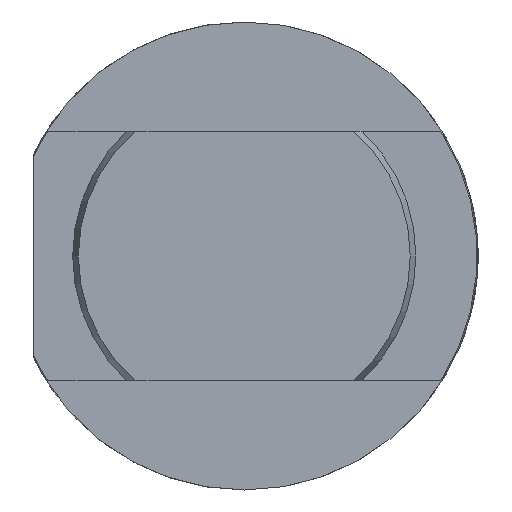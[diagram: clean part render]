
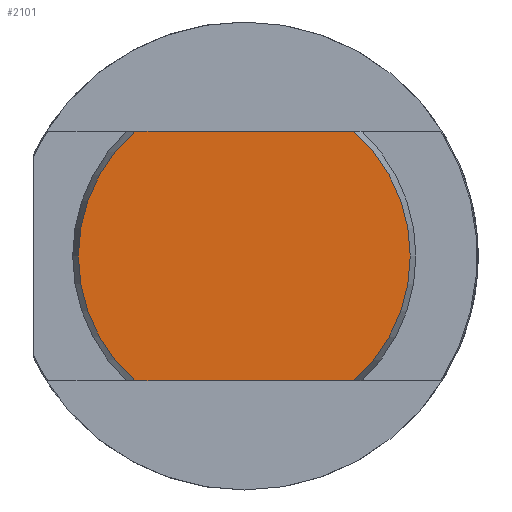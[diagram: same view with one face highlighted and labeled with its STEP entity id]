
A CAD part, left-side view. The second image highlights one B-rep face of the part: STEP entity #2101.
In plain terms, the highlighted planar face has unit normal (-1, 0, 0).
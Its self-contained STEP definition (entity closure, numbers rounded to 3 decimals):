
#47 = AXIS2_PLACEMENT_3D ( 'NONE', #3259, #3262, #3263 ) ;
#441 = VERTEX_POINT ( 'NONE', #2339 ) ;
#726 = ORIENTED_EDGE ( 'NONE', *, *, #1734, .F. ) ;
#727 = ORIENTED_EDGE ( 'NONE', *, *, #1932, .T. ) ;
#728 = ORIENTED_EDGE ( 'NONE', *, *, #1732, .F. ) ;
#729 = ORIENTED_EDGE ( 'NONE', *, *, #1733, .T. ) ;
#1099 = EDGE_LOOP ( 'NONE', ( #729, #728, #727, #726 ) ) ;
#1120 = VECTOR ( 'NONE', #2408, 1000. ) ;
#1129 = VECTOR ( 'NONE', #2412, 1000. ) ;
#1131 = LINE ( 'NONE', #2402, #1120 ) ;
#1134 = LINE ( 'NONE', #2398, #1129 ) ;
#1135 = CIRCLE ( 'NONE', #1709, 10.636 ) ;
#1379 = CIRCLE ( 'NONE', #2085, 10.636 ) ;
#1474 = FACE_OUTER_BOUND ( 'NONE', #1099, .T. ) ;
#1709 = AXIS2_PLACEMENT_3D ( 'NONE', #2407, #2409, #2410 ) ;
#1732 = EDGE_CURVE ( 'NONE', #3512, #3505, #1131, .T. ) ;
#1733 = EDGE_CURVE ( 'NONE', #3538, #3505, #1135, .T. ) ;
#1734 = EDGE_CURVE ( 'NONE', #3538, #441, #1134, .T. ) ;
#1932 = EDGE_CURVE ( 'NONE', #3512, #441, #1379, .T. ) ;
#2085 = AXIS2_PLACEMENT_3D ( 'NONE', #3055, #3067, #3068 ) ;
#2101 = ADVANCED_FACE ( 'NONE', ( #1474 ), #3260, .F. ) ;
#2339 = CARTESIAN_POINT ( 'NONE',  ( 0., -7.009, 8. ) ) ;
#2398 = CARTESIAN_POINT ( 'NONE',  ( 0., 12.75, 8. ) ) ;
#2402 = CARTESIAN_POINT ( 'NONE',  ( 0., 12.75, -8. ) ) ;
#2407 = CARTESIAN_POINT ( 'NONE',  ( 0., 0., 0. ) ) ;
#2408 = DIRECTION ( 'NONE',  ( 0., 1., 0. ) ) ;
#2409 = DIRECTION ( 'NONE',  ( -1., 0., 0. ) ) ;
#2410 = DIRECTION ( 'NONE',  ( 0., 0., -1. ) ) ;
#2412 = DIRECTION ( 'NONE',  ( 0., -1., 0. ) ) ;
#3055 = CARTESIAN_POINT ( 'NONE',  ( 0., 0., 0. ) ) ;
#3067 = DIRECTION ( 'NONE',  ( -1., 0., 0. ) ) ;
#3068 = DIRECTION ( 'NONE',  ( 0., 0., -1. ) ) ;
#3259 = CARTESIAN_POINT ( 'NONE',  ( 0., 0., 0. ) ) ;
#3260 = PLANE ( 'NONE',  #47 ) ;
#3262 = DIRECTION ( 'NONE',  ( 1., 0., 0. ) ) ;
#3263 = DIRECTION ( 'NONE',  ( 0., 0., -1. ) ) ;
#3505 = VERTEX_POINT ( 'NONE', #3860 ) ;
#3512 = VERTEX_POINT ( 'NONE', #3865 ) ;
#3538 = VERTEX_POINT ( 'NONE', #3890 ) ;
#3860 = CARTESIAN_POINT ( 'NONE',  ( 0., 7.009, -8. ) ) ;
#3865 = CARTESIAN_POINT ( 'NONE',  ( 0., -7.009, -8. ) ) ;
#3890 = CARTESIAN_POINT ( 'NONE',  ( 0., 7.009, 8. ) ) ;
